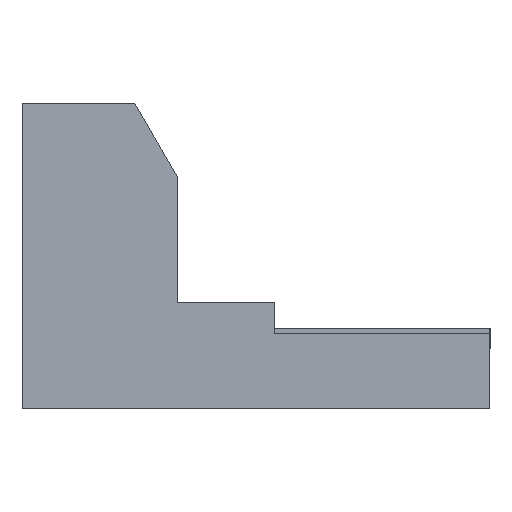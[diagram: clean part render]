
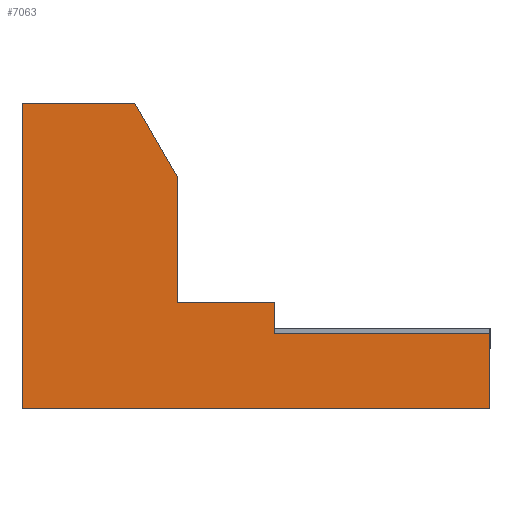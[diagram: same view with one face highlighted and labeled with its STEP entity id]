
A CAD part, left-side view. The second image highlights one B-rep face of the part: STEP entity #7063.
In plain terms, the highlighted planar face has unit normal (-1, 0, 0).
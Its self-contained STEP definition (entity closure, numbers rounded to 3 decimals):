
#7040=AXIS2_PLACEMENT_3D('Plane Axis2P3D',#7037,#7038,#7039) ;
#2693=CARTESIAN_POINT('Vertex',(0.,9.35,0.)) ;
#2696=CARTESIAN_POINT('Line Origine',(0.,9.35,3.05)) ;
#2700=CARTESIAN_POINT('Vertex',(0.,9.35,6.1)) ;
#2837=CARTESIAN_POINT('Vertex',(0.,4.3,2.125)) ;
#2840=CARTESIAN_POINT('Line Origine',(0.,4.3,1.813)) ;
#2844=CARTESIAN_POINT('Vertex',(0.,4.3,1.5)) ;
#2868=CARTESIAN_POINT('Vertex',(0.,6.25,2.125)) ;
#2873=CARTESIAN_POINT('Line Origine',(0.,5.275,2.125)) ;
#3055=CARTESIAN_POINT('Vertex',(0.,6.25,4.635)) ;
#3058=CARTESIAN_POINT('Line Origine',(0.,6.25,3.38)) ;
#4995=CARTESIAN_POINT('Line Origine',(0.,8.223,6.1)) ;
#4999=CARTESIAN_POINT('Vertex',(0.,7.096,6.1)) ;
#5026=CARTESIAN_POINT('Line Origine',(0.,6.673,5.368)) ;
#5143=CARTESIAN_POINT('Vertex',(0.,0.,0.)) ;
#5159=CARTESIAN_POINT('Vertex',(0.,0.,1.5)) ;
#5162=CARTESIAN_POINT('Line Origine',(0.,0.,0.75)) ;
#7037=CARTESIAN_POINT('Axis2P3D Location',(0.,9.35,0.)) ;
#7042=CARTESIAN_POINT('Line Origine',(0.,2.15,1.5)) ;
#7047=CARTESIAN_POINT('Line Origine',(0.,4.675,0.)) ;
#2697=DIRECTION('Vector Direction',(0.,0.,1.)) ;
#2841=DIRECTION('Vector Direction',(0.,0.,1.)) ;
#2874=DIRECTION('Vector Direction',(0.,-1.,0.)) ;
#3059=DIRECTION('Vector Direction',(0.,0.,1.)) ;
#4996=DIRECTION('Vector Direction',(0.,-1.,0.)) ;
#5027=DIRECTION('Vector Direction',(0.,-0.5,-0.866)) ;
#5163=DIRECTION('Vector Direction',(0.,0.,-1.)) ;
#7038=DIRECTION('Axis2P3D Direction',(1.,0.,0.)) ;
#7039=DIRECTION('Axis2P3D XDirection',(0.,1.,0.)) ;
#7043=DIRECTION('Vector Direction',(0.,-1.,0.)) ;
#7048=DIRECTION('Vector Direction',(0.,-1.,0.)) ;
#2698=VECTOR('Line Direction',#2697,1.) ;
#2842=VECTOR('Line Direction',#2841,1.) ;
#2875=VECTOR('Line Direction',#2874,1.) ;
#3060=VECTOR('Line Direction',#3059,1.) ;
#4997=VECTOR('Line Direction',#4996,1.) ;
#5028=VECTOR('Line Direction',#5027,1.) ;
#5164=VECTOR('Line Direction',#5163,1.) ;
#7044=VECTOR('Line Direction',#7043,1.) ;
#7049=VECTOR('Line Direction',#7048,1.) ;
#7053=ORIENTED_EDGE('',*,*,#5166,.F.) ;
#7054=ORIENTED_EDGE('',*,*,#7046,.F.) ;
#7055=ORIENTED_EDGE('',*,*,#2846,.F.) ;
#7056=ORIENTED_EDGE('',*,*,#2877,.F.) ;
#7057=ORIENTED_EDGE('',*,*,#3062,.F.) ;
#7058=ORIENTED_EDGE('',*,*,#5030,.F.) ;
#7059=ORIENTED_EDGE('',*,*,#5001,.F.) ;
#7060=ORIENTED_EDGE('',*,*,#2702,.F.) ;
#7061=ORIENTED_EDGE('',*,*,#7051,.T.) ;
#7063=ADVANCED_FACE('ISTE WKS1/10.1\\PartBody',(#7062),#7041,.F.) ;
#2702=EDGE_CURVE('',#2694,#2701,#2699,.T.) ;
#2846=EDGE_CURVE('',#2838,#2845,#2843,.F.) ;
#2877=EDGE_CURVE('',#2869,#2838,#2876,.T.) ;
#3062=EDGE_CURVE('',#3056,#2869,#3061,.F.) ;
#5001=EDGE_CURVE('',#2701,#5000,#4998,.T.) ;
#5030=EDGE_CURVE('',#5000,#3056,#5029,.T.) ;
#5166=EDGE_CURVE('',#5160,#5144,#5165,.T.) ;
#7046=EDGE_CURVE('',#2845,#5160,#7045,.T.) ;
#7051=EDGE_CURVE('',#2694,#5144,#7050,.T.) ;
#7052=EDGE_LOOP('',(#7053,#7054,#7055,#7056,#7057,#7058,#7059,#7060,#7061)) ;
#7062=FACE_OUTER_BOUND('',#7052,.T.) ;
#2699=LINE('Line',#2696,#2698) ;
#2843=LINE('Line',#2840,#2842) ;
#2876=LINE('Line',#2873,#2875) ;
#3061=LINE('Line',#3058,#3060) ;
#4998=LINE('Line',#4995,#4997) ;
#5029=LINE('Line',#5026,#5028) ;
#5165=LINE('Line',#5162,#5164) ;
#7045=LINE('Line',#7042,#7044) ;
#7050=LINE('Line',#7047,#7049) ;
#7041=PLANE('',#7040) ;
#2694=VERTEX_POINT('',#2693) ;
#2701=VERTEX_POINT('',#2700) ;
#2838=VERTEX_POINT('',#2837) ;
#2845=VERTEX_POINT('',#2844) ;
#2869=VERTEX_POINT('',#2868) ;
#3056=VERTEX_POINT('',#3055) ;
#5000=VERTEX_POINT('',#4999) ;
#5144=VERTEX_POINT('',#5143) ;
#5160=VERTEX_POINT('',#5159) ;
